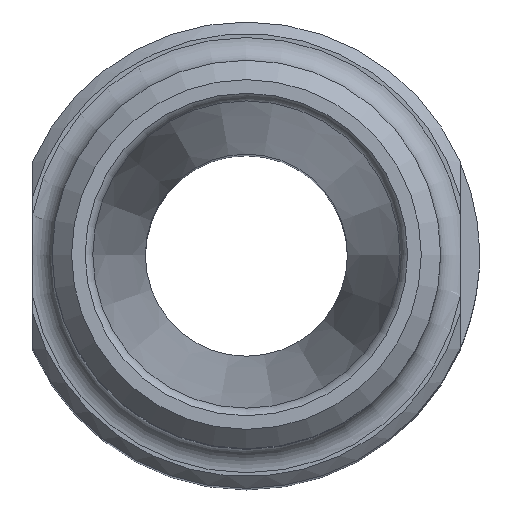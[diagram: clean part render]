
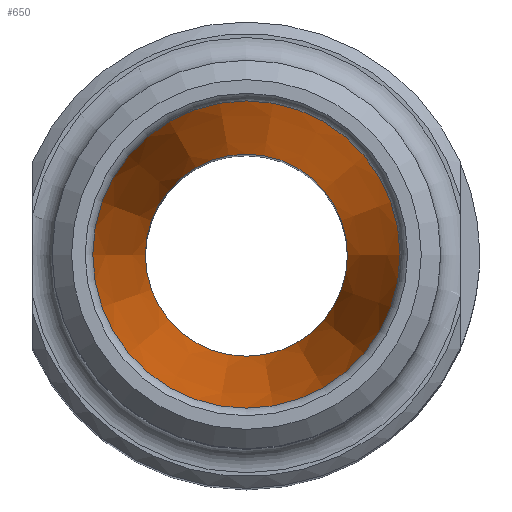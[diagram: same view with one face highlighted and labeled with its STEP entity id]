
A CAD part, top view. The second image highlights one B-rep face of the part: STEP entity #650.
In plain terms, the highlighted conical face has half-angle 8 degrees and reference radius 2.6 mm.
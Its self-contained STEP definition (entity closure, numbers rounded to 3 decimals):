
#27=CONICAL_SURFACE('',#711,2.6,0.14);
#71=CIRCLE('',#686,2.6);
#82=CIRCLE('',#712,3.954);
#181=ORIENTED_EDGE('',*,*,#249,.T.);
#182=ORIENTED_EDGE('',*,*,#227,.F.);
#227=EDGE_CURVE('',#277,#277,#71,.T.);
#249=EDGE_CURVE('',#292,#292,#82,.T.);
#277=VERTEX_POINT('',#937);
#292=VERTEX_POINT('',#1007);
#363=EDGE_LOOP('',(#181));
#364=EDGE_LOOP('',(#182));
#407=FACE_BOUND('',#363,.T.);
#408=FACE_BOUND('',#364,.T.);
#650=ADVANCED_FACE('',(#407,#408),#27,.F.);
#686=AXIS2_PLACEMENT_3D('',#936,#782,#783);
#711=AXIS2_PLACEMENT_3D('',#1005,#837,#838);
#712=AXIS2_PLACEMENT_3D('',#1006,#839,#840);
#782=DIRECTION('',(0.,0.,1.));
#783=DIRECTION('',(1.,0.,0.));
#837=DIRECTION('',(0.,0.,1.));
#838=DIRECTION('',(-1.,0.,0.));
#839=DIRECTION('',(0.,0.,1.));
#840=DIRECTION('',(1.,0.,0.));
#936=CARTESIAN_POINT('',(0.,0.,12.038));
#937=CARTESIAN_POINT('',(2.6,0.,12.038));
#1005=CARTESIAN_POINT('',(0.,0.,12.038));
#1006=CARTESIAN_POINT('',(0.,0.,21.67));
#1007=CARTESIAN_POINT('',(3.954,0.,21.67));
